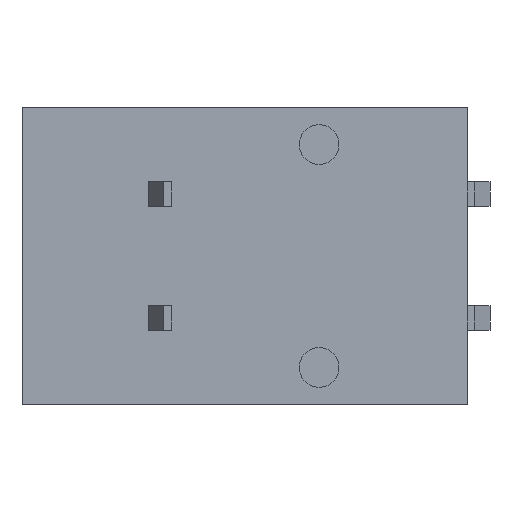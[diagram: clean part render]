
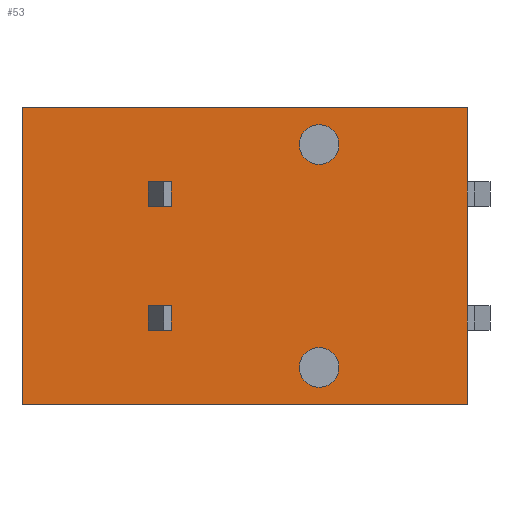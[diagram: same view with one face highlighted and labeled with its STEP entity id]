
A CAD part, front view. The second image highlights one B-rep face of the part: STEP entity #53.
In plain terms, the highlighted planar face has unit normal (0, -1, 0).
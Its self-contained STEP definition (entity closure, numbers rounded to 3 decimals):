
#53=ADVANCED_FACE('NONE',(#112,#113,#114,#115,#116),#117,.F.);
#112=FACE_OUTER_BOUND('',#182,.T.);
#113=FACE_BOUND('',#183,.T.);
#114=FACE_BOUND('',#184,.T.);
#115=FACE_BOUND('',#185,.T.);
#116=FACE_BOUND('',#186,.T.);
#117=PLANE('',#187);
#182=EDGE_LOOP('',(#320,#321,#322,#323));
#183=EDGE_LOOP('',(#324,#325,#326,#327));
#184=EDGE_LOOP('',(#328,#329,#330,#331));
#185=EDGE_LOOP('',(#332,#333));
#186=EDGE_LOOP('',(#334,#335));
#187=AXIS2_PLACEMENT_3D('',#336,#337,#338);
#320=ORIENTED_EDGE('',*,*,#579,.T.);
#321=ORIENTED_EDGE('',*,*,#580,.F.);
#322=ORIENTED_EDGE('',*,*,#581,.F.);
#323=ORIENTED_EDGE('',*,*,#582,.T.);
#324=ORIENTED_EDGE('',*,*,#583,.F.);
#325=ORIENTED_EDGE('',*,*,#584,.T.);
#326=ORIENTED_EDGE('',*,*,#585,.F.);
#327=ORIENTED_EDGE('',*,*,#586,.F.);
#328=ORIENTED_EDGE('',*,*,#587,.T.);
#329=ORIENTED_EDGE('',*,*,#588,.T.);
#330=ORIENTED_EDGE('',*,*,#589,.T.);
#331=ORIENTED_EDGE('',*,*,#590,.F.);
#332=ORIENTED_EDGE('',*,*,#591,.F.);
#333=ORIENTED_EDGE('',*,*,#592,.F.);
#334=ORIENTED_EDGE('',*,*,#593,.F.);
#335=ORIENTED_EDGE('',*,*,#594,.F.);
#336=CARTESIAN_POINT('',(6.0,0.,6.0));
#337=DIRECTION('',(0.,1.0,0.0));
#338=DIRECTION('',(1.0,0.,-0.0));
#579=EDGE_CURVE('NONE',#791,#792,#793,.T.);
#580=EDGE_CURVE('NONE',#794,#792,#795,.T.);
#581=EDGE_CURVE('NONE',#796,#794,#797,.T.);
#582=EDGE_CURVE('NONE',#796,#791,#798,.T.);
#583=EDGE_CURVE('NONE',#799,#800,#801,.T.);
#584=EDGE_CURVE('NONE',#799,#802,#803,.T.);
#585=EDGE_CURVE('NONE',#804,#802,#805,.T.);
#586=EDGE_CURVE('NONE',#800,#804,#806,.T.);
#587=EDGE_CURVE('NONE',#807,#808,#809,.T.);
#588=EDGE_CURVE('NONE',#808,#810,#811,.T.);
#589=EDGE_CURVE('NONE',#810,#812,#813,.T.);
#590=EDGE_CURVE('NONE',#807,#812,#814,.T.);
#591=EDGE_CURVE('NONE',#815,#816,#817,.T.);
#592=EDGE_CURVE('NONE',#816,#815,#818,.T.);
#593=EDGE_CURVE('NONE',#819,#820,#821,.T.);
#594=EDGE_CURVE('NONE',#820,#819,#822,.T.);
#791=VERTEX_POINT('NONE',#1372);
#792=VERTEX_POINT('NONE',#1373);
#793=LINE('',#1374,#1375);
#794=VERTEX_POINT('NONE',#1376);
#795=LINE('',#1377,#1378);
#796=VERTEX_POINT('NONE',#1379);
#797=LINE('',#1380,#1381);
#798=LINE('',#1382,#1383);
#799=VERTEX_POINT('NONE',#1384);
#800=VERTEX_POINT('NONE',#1385);
#801=LINE('',#1386,#1387);
#802=VERTEX_POINT('NONE',#1388);
#803=LINE('',#1389,#1390);
#804=VERTEX_POINT('NONE',#1391);
#805=LINE('',#1392,#1393);
#806=LINE('',#1394,#1395);
#807=VERTEX_POINT('NONE',#1396);
#808=VERTEX_POINT('NONE',#1397);
#809=LINE('',#1398,#1399);
#810=VERTEX_POINT('NONE',#1400);
#811=LINE('',#1401,#1402);
#812=VERTEX_POINT('NONE',#1403);
#813=LINE('',#1404,#1405);
#814=LINE('',#1406,#1407);
#815=VERTEX_POINT('NONE',#1408);
#816=VERTEX_POINT('NONE',#1409);
#817=CIRCLE('',#1410,0.8);
#818=CIRCLE('',#1411,0.8);
#819=VERTEX_POINT('NONE',#1412);
#820=VERTEX_POINT('NONE',#1413);
#821=CIRCLE('',#1414,0.8);
#822=CIRCLE('',#1415,0.8);
#1372=CARTESIAN_POINT('',(-12.0,0.,-6.0));
#1373=CARTESIAN_POINT('',(6.0,0.,-6.0));
#1374=CARTESIAN_POINT('',(6.0,0.,-6.0));
#1375=VECTOR('',#1638,1000.0);
#1376=CARTESIAN_POINT('',(6.0,0.,6.0));
#1377=CARTESIAN_POINT('',(6.0,0.,6.0));
#1378=VECTOR('',#1639,1000.0);
#1379=CARTESIAN_POINT('',(-12.0,0.,6.0));
#1380=CARTESIAN_POINT('',(6.0,0.,6.0));
#1381=VECTOR('',#1640,1000.0);
#1382=CARTESIAN_POINT('',(-12.0,0.,6.0));
#1383=VECTOR('',#1641,1000.0);
#1384=CARTESIAN_POINT('',(-6.168,0.,-3.0));
#1385=CARTESIAN_POINT('',(-6.168,0.,-2.0));
#1386=CARTESIAN_POINT('',(-6.168,0.,6.0));
#1387=VECTOR('',#1642,1000.0);
#1388=CARTESIAN_POINT('',(-6.477,0.,-3.0));
#1389=CARTESIAN_POINT('',(6.0,0.,-3.0));
#1390=VECTOR('',#1643,1000.0);
#1391=CARTESIAN_POINT('',(-6.477,0.,-2.0));
#1392=CARTESIAN_POINT('',(-6.477,0.,6.0));
#1393=VECTOR('',#1644,1000.0);
#1394=CARTESIAN_POINT('',(6.0,0.,-2.0));
#1395=VECTOR('',#1645,1000.0);
#1396=CARTESIAN_POINT('',(-6.477,0.,2.0));
#1397=CARTESIAN_POINT('',(-6.477,0.,3.0));
#1398=CARTESIAN_POINT('',(-6.477,0.,6.0));
#1399=VECTOR('',#1646,1000.0);
#1400=CARTESIAN_POINT('',(-6.168,0.,3.0));
#1401=CARTESIAN_POINT('',(6.0,0.,3.0));
#1402=VECTOR('',#1647,1000.0);
#1403=CARTESIAN_POINT('',(-6.168,0.,2.0));
#1404=CARTESIAN_POINT('',(-6.168,0.,6.0));
#1405=VECTOR('',#1648,1000.0);
#1406=CARTESIAN_POINT('',(6.0,0.,2.0));
#1407=VECTOR('',#1649,1000.0);
#1408=CARTESIAN_POINT('',(-0.8,0.,4.5));
#1409=CARTESIAN_POINT('',(0.8,0.,4.5));
#1410=AXIS2_PLACEMENT_3D('',#1650,#1651,#1652);
#1411=AXIS2_PLACEMENT_3D('',#1653,#1654,#1655);
#1412=CARTESIAN_POINT('',(-0.8,0.,-4.5));
#1413=CARTESIAN_POINT('',(0.8,0.,-4.5));
#1414=AXIS2_PLACEMENT_3D('',#1656,#1657,#1658);
#1415=AXIS2_PLACEMENT_3D('',#1659,#1660,#1661);
#1638=DIRECTION('',(1.0,0.,0.0));
#1639=DIRECTION('',(0.0,0.0,-1.0));
#1640=DIRECTION('',(1.0,0.,0.0));
#1641=DIRECTION('',(0.0,0.0,-1.0));
#1642=DIRECTION('',(0.0,0.0,1.0));
#1643=DIRECTION('',(-1.0,0.,0.0));
#1644=DIRECTION('',(0.0,0.0,-1.0));
#1645=DIRECTION('',(-1.0,0.,0.0));
#1646=DIRECTION('',(0.0,0.0,1.0));
#1647=DIRECTION('',(1.0,0.,0.0));
#1648=DIRECTION('',(0.0,0.0,-1.0));
#1649=DIRECTION('',(1.0,0.,0.0));
#1650=CARTESIAN_POINT('',(0.,0.,4.5));
#1651=DIRECTION('',(0.,-1.0,-0.0));
#1652=DIRECTION('',(-1.0,0.,0.0));
#1653=CARTESIAN_POINT('',(0.,0.,4.5));
#1654=DIRECTION('',(0.,-1.0,-0.0));
#1655=DIRECTION('',(-1.0,0.,0.0));
#1656=CARTESIAN_POINT('',(0.,0.,-4.5));
#1657=DIRECTION('',(0.,-1.0,-0.0));
#1658=DIRECTION('',(-1.0,0.,0.0));
#1659=CARTESIAN_POINT('',(0.,0.,-4.5));
#1660=DIRECTION('',(0.,-1.0,-0.0));
#1661=DIRECTION('',(-1.0,0.,0.0));
